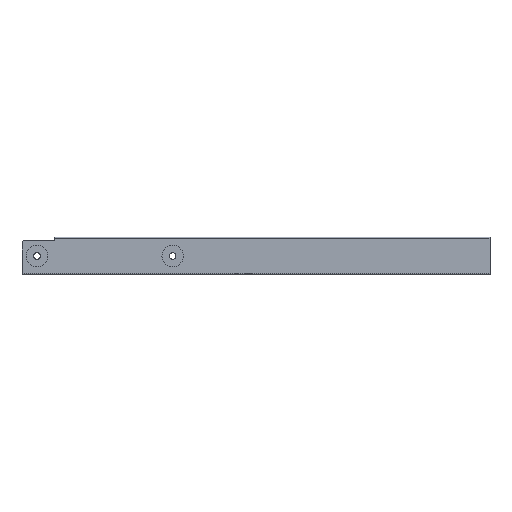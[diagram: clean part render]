
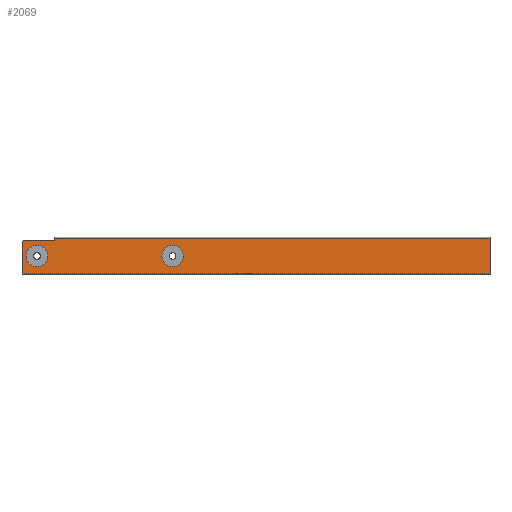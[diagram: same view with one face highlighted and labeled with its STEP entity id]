
A CAD part, front view. The second image highlights one B-rep face of the part: STEP entity #2069.
In plain terms, the highlighted planar face has unit normal (0, -1, 0).
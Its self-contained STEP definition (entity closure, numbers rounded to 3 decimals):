
#5=DIRECTION('',(0.,0.,-1.));
#6=VECTOR('',#5,32.);
#7=CARTESIAN_POINT('',(0.,-68.5,-7.));
#8=LINE('',#7,#6);
#142=CARTESIAN_POINT('',(16.,-68.5,-20.));
#143=DIRECTION('',(0.,-1.,0.));
#144=DIRECTION('',(1.,0.,0.));
#145=AXIS2_PLACEMENT_3D('',#142,#143,#144);
#147=CARTESIAN_POINT('',(16.,-68.5,-20.));
#148=DIRECTION('',(0.,-1.,0.));
#149=DIRECTION('',(-1.,0.,0.));
#150=AXIS2_PLACEMENT_3D('',#147,#148,#149);
#152=CARTESIAN_POINT('',(161.,-68.5,-20.));
#153=DIRECTION('',(0.,-1.,0.));
#154=DIRECTION('',(1.,0.,0.));
#155=AXIS2_PLACEMENT_3D('',#152,#153,#154);
#157=CARTESIAN_POINT('',(161.,-68.5,-20.));
#158=DIRECTION('',(0.,-1.,0.));
#159=DIRECTION('',(-1.,0.,0.));
#160=AXIS2_PLACEMENT_3D('',#157,#158,#159);
#162=CARTESIAN_POINT('',(4.,-68.5,-7.));
#163=DIRECTION('',(0.,-1.,0.));
#164=DIRECTION('',(0.,0.,1.));
#165=AXIS2_PLACEMENT_3D('',#162,#163,#164);
#167=DIRECTION('',(1.,0.,0.));
#168=VECTOR('',#167,31.);
#169=CARTESIAN_POINT('',(4.,-68.5,-3.));
#170=LINE('',#169,#168);
#171=DIRECTION('',(0.,0.,-1.));
#172=VECTOR('',#171,2.);
#173=CARTESIAN_POINT('',(35.,-68.5,-1.));
#174=LINE('',#173,#172);
#175=DIRECTION('',(1.,0.,0.));
#176=VECTOR('',#175,465.);
#177=CARTESIAN_POINT('',(35.,-68.5,-1.));
#178=LINE('',#177,#176);
#791=DIRECTION('',(0.,0.,-1.));
#792=VECTOR('',#791,38.);
#793=CARTESIAN_POINT('',(500.,-68.5,-1.));
#794=LINE('',#793,#792);
#1053=DIRECTION('',(1.,0.,0.));
#1054=VECTOR('',#1053,500.);
#1055=CARTESIAN_POINT('',(0.,-68.5,-39.));
#1056=LINE('',#1055,#1054);
#1465=CARTESIAN_POINT('',(0.,-68.5,-39.));
#1467=VERTEX_POINT('',#1465);
#1501=CARTESIAN_POINT('',(500.,-68.5,-1.));
#1502=VERTEX_POINT('',#1501);
#1503=CARTESIAN_POINT('',(500.,-68.5,-39.));
#1504=VERTEX_POINT('',#1503);
#1697=CARTESIAN_POINT('',(35.,-68.5,-1.));
#1698=VERTEX_POINT('',#1697);
#1699=CARTESIAN_POINT('',(35.,-68.5,-3.));
#1700=VERTEX_POINT('',#1699);
#1729=CARTESIAN_POINT('',(27.5,-68.5,-20.));
#1730=CARTESIAN_POINT('',(4.5,-68.5,-20.));
#1731=VERTEX_POINT('',#1729);
#1732=VERTEX_POINT('',#1730);
#1733=CARTESIAN_POINT('',(172.5,-68.5,-20.));
#1734=CARTESIAN_POINT('',(149.5,-68.5,-20.));
#1735=VERTEX_POINT('',#1733);
#1736=VERTEX_POINT('',#1734);
#1813=CARTESIAN_POINT('',(4.,-68.5,-3.));
#1814=VERTEX_POINT('',#1813);
#1815=CARTESIAN_POINT('',(0.,-68.5,-7.));
#1816=VERTEX_POINT('',#1815);
#2039=CARTESIAN_POINT('',(0.,-68.5,-1.));
#2040=DIRECTION('',(0.,-1.,0.));
#2041=DIRECTION('',(0.,0.,-1.));
#2042=AXIS2_PLACEMENT_3D('',#2039,#2040,#2041);
#2043=PLANE('',#2042);
#2044=ORIENTED_EDGE('',*,*,#1986,.F.);
#2046=ORIENTED_EDGE('',*,*,#2045,.T.);
#2048=ORIENTED_EDGE('',*,*,#2047,.F.);
#2050=ORIENTED_EDGE('',*,*,#2049,.T.);
#2052=ORIENTED_EDGE('',*,*,#2051,.T.);
#2054=ORIENTED_EDGE('',*,*,#2053,.F.);
#2055=ORIENTED_EDGE('',*,*,#1912,.F.);
#2056=EDGE_LOOP('',(#2044,#2046,#2048,#2050,#2052,#2054,#2055));
#2057=FACE_OUTER_BOUND('',#2056,.F.);
#2059=ORIENTED_EDGE('',*,*,#2058,.T.);
#2061=ORIENTED_EDGE('',*,*,#2060,.T.);
#2062=EDGE_LOOP('',(#2059,#2061));
#2063=FACE_BOUND('',#2062,.F.);
#2064=ORIENTED_EDGE('',*,*,#2029,.T.);
#2066=ORIENTED_EDGE('',*,*,#2065,.T.);
#2067=EDGE_LOOP('',(#2064,#2066));
#2068=FACE_BOUND('',#2067,.F.);
#2069=ADVANCED_FACE('',(#2057,#2063,#2068),#2043,.T.);
#146=CIRCLE('',#145,11.5);
#151=CIRCLE('',#150,11.5);
#156=CIRCLE('',#155,11.5);
#161=CIRCLE('',#160,11.5);
#166=CIRCLE('',#165,4.);
#1912=EDGE_CURVE('',#1816,#1467,#8,.T.);
#1986=EDGE_CURVE('',#1814,#1816,#166,.T.);
#2029=EDGE_CURVE('',#1731,#1732,#146,.T.);
#2045=EDGE_CURVE('',#1814,#1700,#170,.T.);
#2047=EDGE_CURVE('',#1698,#1700,#174,.T.);
#2049=EDGE_CURVE('',#1698,#1502,#178,.T.);
#2051=EDGE_CURVE('',#1502,#1504,#794,.T.);
#2053=EDGE_CURVE('',#1467,#1504,#1056,.T.);
#2058=EDGE_CURVE('',#1735,#1736,#156,.T.);
#2060=EDGE_CURVE('',#1736,#1735,#161,.T.);
#2065=EDGE_CURVE('',#1732,#1731,#151,.T.);
